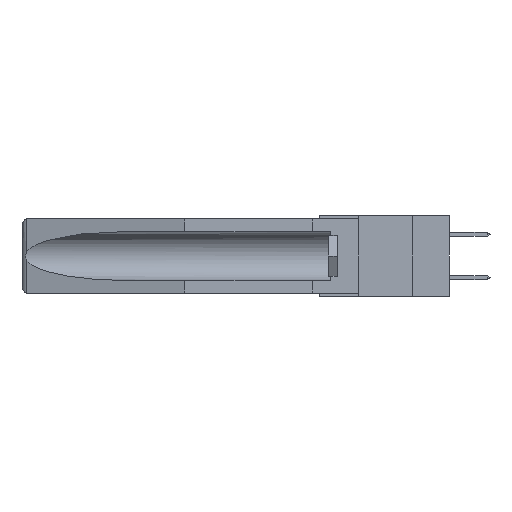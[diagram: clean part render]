
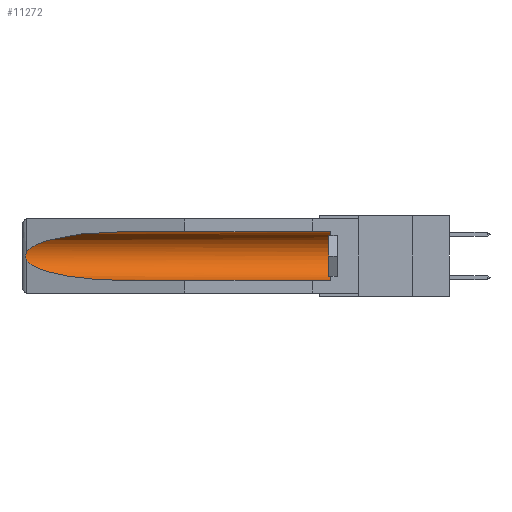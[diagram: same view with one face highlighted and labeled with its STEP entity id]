
A CAD part, left-side view. The second image highlights one B-rep face of the part: STEP entity #11272.
In plain terms, the highlighted cylindrical face has radius 2.857 mm (diameter 5.715 mm), a partial arc.
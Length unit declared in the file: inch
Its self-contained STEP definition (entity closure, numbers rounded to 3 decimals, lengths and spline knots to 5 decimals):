
#179 = CARTESIAN_POINT ( 'NONE',  ( 0.155, 0.126, -0.1715 ) ) ;
#341 = CARTESIAN_POINT ( 'NONE',  ( 0.2673, 1.5327, -0.16383 ) ) ;
#737 = CARTESIAN_POINT ( 'NONE',  ( 0.26654, 1.53092, -0.15636 ) ) ;
#761 = VERTEX_POINT ( 'NONE', #25753 ) ;
#1331 = CARTESIAN_POINT ( 'NONE',  ( 0.26537, 1.52718, -0.14972 ) ) ;
#1614 = DIRECTION ( 'NONE',  ( 0., 1., 0. ) ) ;
#2428 = DIRECTION ( 'NONE',  ( 0., 0., 1. ) ) ;
#2475 = CARTESIAN_POINT ( 'NONE',  ( 0.155, 0.126, -0.284 ) ) ;
#2835 = LINE ( 'NONE', #8262, #3560 ) ;
#3560 = VECTOR ( 'NONE', #1614, 39.37008 ) ;
#3658 = CARTESIAN_POINT ( 'NONE',  ( 0.155, 1.07973, -0.059 ) ) ;
#3857 = CARTESIAN_POINT ( 'NONE',  ( 0.155, 1.07973, -0.284 ) ) ;
#3964 = CIRCLE ( 'NONE', #8839, 0.1125 ) ;
#4826 = AXIS2_PLACEMENT_3D ( 'NONE', #24972, #13558, #15965 ) ;
#5125 = VERTEX_POINT ( 'NONE', #27964 ) ;
#5691 = CARTESIAN_POINT ( 'NONE',  ( 0.25451, 1.48313, -0.24835 ) ) ;
#6026 = FACE_OUTER_BOUND ( 'NONE', #17938, .T. ) ;
#7275 = EDGE_CURVE ( 'NONE', #8042, #5125, #7498, .T. ) ;
#7495 = CARTESIAN_POINT ( 'NONE',  ( 0.2673, 1.53269, -0.17917 ) ) ;
#7498 = B_SPLINE_CURVE_WITH_KNOTS ( 'NONE', 3,
 ( #24676, #26917, #737, #341, #22590, #16052, #7495, #10019, #23083, #25441 ),
 .UNSPECIFIED., .F., .F.,
 ( 4, 2, 2, 2, 4 ),
 ( 0., 0.00029, 0.00058, 0.00087, 0.00117 ),
 .UNSPECIFIED. ) ;
#7622 = CARTESIAN_POINT ( 'NONE',  ( 0.26537, 1.52718, -0.14972 ) ) ;
#8042 = VERTEX_POINT ( 'NONE', #7622 ) ;
#8262 = CARTESIAN_POINT ( 'NONE',  ( 0.155, -0.30754, -0.284 ) ) ;
#8839 = AXIS2_PLACEMENT_3D ( 'NONE', #179, #15797, #2428 ) ;
#9682 = ORIENTED_EDGE ( 'NONE', *, *, #14128, .T. ) ;
#10019 = CARTESIAN_POINT ( 'NONE',  ( 0.26655, 1.53094, -0.18657 ) ) ;
#11272 = ADVANCED_FACE ( 'NONE', ( #6026 ), #11913, .F. ) ;
#11677 = EDGE_CURVE ( 'NONE', #12334, #761, #2835, .T. ) ;
#11913 = CYLINDRICAL_SURFACE ( 'NONE', #4826, 0.1125 ) ;
#12050 = VECTOR ( 'NONE', #19757, 39.37008 ) ;
#12334 = VERTEX_POINT ( 'NONE', #2475 ) ;
#13093 = CARTESIAN_POINT ( 'NONE',  ( 0.155, -0.30754, -0.059 ) ) ;
#13109 = LINE ( 'NONE', #13093, #12050 ) ;
#13558 = DIRECTION ( 'NONE',  ( 0., 1., 0. ) ) ;
#13955 = ORIENTED_EDGE ( 'NONE', *, *, #7275, .T. ) ;
#14128 = EDGE_CURVE ( 'NONE', #5125, #761, #22170, .T. ) ;
#14543 = VERTEX_POINT ( 'NONE', #24461 ) ;
#14984 = CARTESIAN_POINT ( 'NONE',  ( 0.21114, 1.30732, -0.284 ) ) ;
#15797 = DIRECTION ( 'NONE',  ( 0., -1., 0. ) ) ;
#15965 = DIRECTION ( 'NONE',  ( 0., 0., 1. ) ) ;
#16052 = CARTESIAN_POINT ( 'NONE',  ( 0.2675, 1.53308, -0.17534 ) ) ;
#16481 = CARTESIAN_POINT ( 'NONE',  ( 0.26537, 1.52718, -0.19328 ) ) ;
#16684 =( BOUNDED_CURVE ( )  B_SPLINE_CURVE ( 3, ( #3658, #21452, #23382, #1331 ),
 .UNSPECIFIED., .F., .F. ) 
 B_SPLINE_CURVE_WITH_KNOTS ( ( 4, 4 ),
 ( 4.71239, 6.08839 ),
 .UNSPECIFIED. ) 
 CURVE ( )  GEOMETRIC_REPRESENTATION_ITEM ( )  RATIONAL_B_SPLINE_CURVE ( ( 1., 0.848, 0.848, 1. ) ) 
 REPRESENTATION_ITEM ( '' )  );
#17743 = CARTESIAN_POINT ( 'NONE',  ( 0.155, 0.126, -0.059 ) ) ;
#17938 = EDGE_LOOP ( 'NONE', ( #19123, #13955, #9682, #27103, #22255, #19204 ) ) ;
#19123 = ORIENTED_EDGE ( 'NONE', *, *, #22591, .T. ) ;
#19204 = ORIENTED_EDGE ( 'NONE', *, *, #26742, .T. ) ;
#19757 = DIRECTION ( 'NONE',  ( 0., 1., 0. ) ) ;
#21452 = CARTESIAN_POINT ( 'NONE',  ( 0.21114, 1.30732, -0.059 ) ) ;
#22170 =( BOUNDED_CURVE ( )  B_SPLINE_CURVE ( 3, ( #16481, #5691, #14984, #3857 ),
 .UNSPECIFIED., .F., .F. ) 
 B_SPLINE_CURVE_WITH_KNOTS ( ( 4, 4 ),
 ( 0.1948, 1.5708 ),
 .UNSPECIFIED. ) 
 CURVE ( )  GEOMETRIC_REPRESENTATION_ITEM ( )  RATIONAL_B_SPLINE_CURVE ( ( 1., 0.848, 0.848, 1. ) ) 
 REPRESENTATION_ITEM ( '' )  );
#22255 = ORIENTED_EDGE ( 'NONE', *, *, #28494, .T. ) ;
#22591 = EDGE_CURVE ( 'NONE', #14543, #8042, #16684, .T. ) ;
#22590 = CARTESIAN_POINT ( 'NONE',  ( 0.2675, 1.53308, -0.16763 ) ) ;
#23083 = CARTESIAN_POINT ( 'NONE',  ( 0.26597, 1.5296, -0.19026 ) ) ;
#23382 = CARTESIAN_POINT ( 'NONE',  ( 0.25451, 1.48313, -0.09465 ) ) ;
#24461 = CARTESIAN_POINT ( 'NONE',  ( 0.155, 1.07973, -0.059 ) ) ;
#24676 = CARTESIAN_POINT ( 'NONE',  ( 0.26537, 1.52718, -0.14972 ) ) ;
#24972 = CARTESIAN_POINT ( 'NONE',  ( 0.155, -0.30754, -0.1715 ) ) ;
#24983 = VERTEX_POINT ( 'NONE', #17743 ) ;
#25441 = CARTESIAN_POINT ( 'NONE',  ( 0.26537, 1.52718, -0.19328 ) ) ;
#25753 = CARTESIAN_POINT ( 'NONE',  ( 0.155, 1.07973, -0.284 ) ) ;
#26742 = EDGE_CURVE ( 'NONE', #24983, #14543, #13109, .T. ) ;
#26917 = CARTESIAN_POINT ( 'NONE',  ( 0.26597, 1.52961, -0.15275 ) ) ;
#27103 = ORIENTED_EDGE ( 'NONE', *, *, #11677, .F. ) ;
#27964 = CARTESIAN_POINT ( 'NONE',  ( 0.26537, 1.52718, -0.19328 ) ) ;
#28494 = EDGE_CURVE ( 'NONE', #12334, #24983, #3964, .T. ) ;
